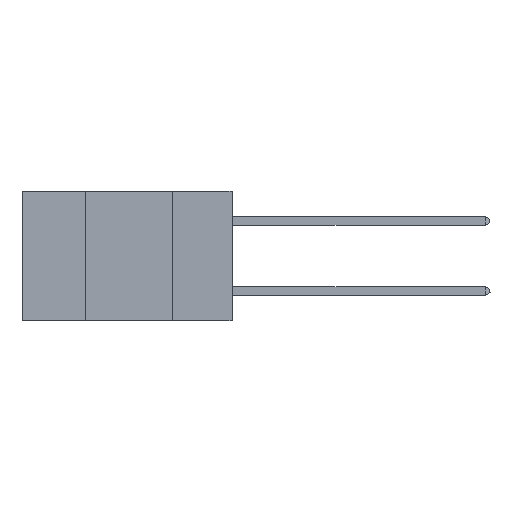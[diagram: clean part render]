
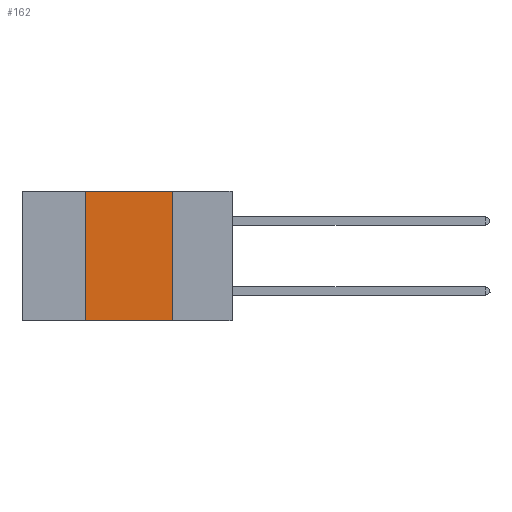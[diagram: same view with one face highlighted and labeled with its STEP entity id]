
A CAD part, left-side view. The second image highlights one B-rep face of the part: STEP entity #162.
In plain terms, the highlighted planar face has unit normal (-1, 0, 0).
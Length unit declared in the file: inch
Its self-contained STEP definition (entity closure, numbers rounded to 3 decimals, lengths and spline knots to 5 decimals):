
#162 = ADVANCED_FACE ( 'NONE', ( #3831 ), #10895, .F. ) ;
#330 = ORIENTED_EDGE ( 'NONE', *, *, #2639, .F. ) ;
#344 = VERTEX_POINT ( 'NONE', #4677 ) ;
#869 = VECTOR ( 'NONE', #2860, 39.37008 ) ;
#2166 = LINE ( 'NONE', #8106, #8532 ) ;
#2230 = EDGE_LOOP ( 'NONE', ( #3293, #330, #6852, #3881 ) ) ;
#2341 = VERTEX_POINT ( 'NONE', #3251 ) ;
#2491 = CARTESIAN_POINT ( 'NONE',  ( 0., 0.17, 0. ) ) ;
#2639 = EDGE_CURVE ( 'NONE', #344, #8433, #4130, .T. ) ;
#2781 = VECTOR ( 'NONE', #5904, 39.37008 ) ;
#2860 = DIRECTION ( 'NONE',  ( 0., 0., -1. ) ) ;
#3043 = EDGE_CURVE ( 'NONE', #2341, #10214, #2166, .T. ) ;
#3251 = CARTESIAN_POINT ( 'NONE',  ( 0., 0.42, -0.37 ) ) ;
#3293 = ORIENTED_EDGE ( 'NONE', *, *, #7964, .F. ) ;
#3831 = FACE_OUTER_BOUND ( 'NONE', #2230, .T. ) ;
#3881 = ORIENTED_EDGE ( 'NONE', *, *, #3043, .T. ) ;
#3897 = LINE ( 'NONE', #13956, #869 ) ;
#4127 = DIRECTION ( 'NONE',  ( 1., 0., 0. ) ) ;
#4130 = LINE ( 'NONE', #14530, #10505 ) ;
#4333 = DIRECTION ( 'NONE',  ( 0., -1., 0. ) ) ;
#4677 = CARTESIAN_POINT ( 'NONE',  ( 0., 0.42, 0. ) ) ;
#5797 = LINE ( 'NONE', #5997, #2781 ) ;
#5904 = DIRECTION ( 'NONE',  ( 0., 0., 1. ) ) ;
#5997 = CARTESIAN_POINT ( 'NONE',  ( 0., 0.42, 0. ) ) ;
#6852 = ORIENTED_EDGE ( 'NONE', *, *, #10385, .F. ) ;
#7220 = DIRECTION ( 'NONE',  ( 0., -1., 0. ) ) ;
#7477 = CARTESIAN_POINT ( 'NONE',  ( 0., 0.17, -0.37 ) ) ;
#7964 = EDGE_CURVE ( 'NONE', #8433, #10214, #3897, .T. ) ;
#8106 = CARTESIAN_POINT ( 'NONE',  ( 0., 0.6, -0.37 ) ) ;
#8433 = VERTEX_POINT ( 'NONE', #2491 ) ;
#8532 = VECTOR ( 'NONE', #7220, 39.37008 ) ;
#9431 = AXIS2_PLACEMENT_3D ( 'NONE', #11076, #4127, #9840 ) ;
#9840 = DIRECTION ( 'NONE',  ( 0., 0., -1. ) ) ;
#10214 = VERTEX_POINT ( 'NONE', #7477 ) ;
#10385 = EDGE_CURVE ( 'NONE', #2341, #344, #5797, .T. ) ;
#10505 = VECTOR ( 'NONE', #4333, 39.37008 ) ;
#10895 = PLANE ( 'NONE',  #9431 ) ;
#11076 = CARTESIAN_POINT ( 'NONE',  ( 0., 0.6, 0. ) ) ;
#13956 = CARTESIAN_POINT ( 'NONE',  ( 0., 0.17, 0. ) ) ;
#14530 = CARTESIAN_POINT ( 'NONE',  ( 0., 0.6, 0. ) ) ;
